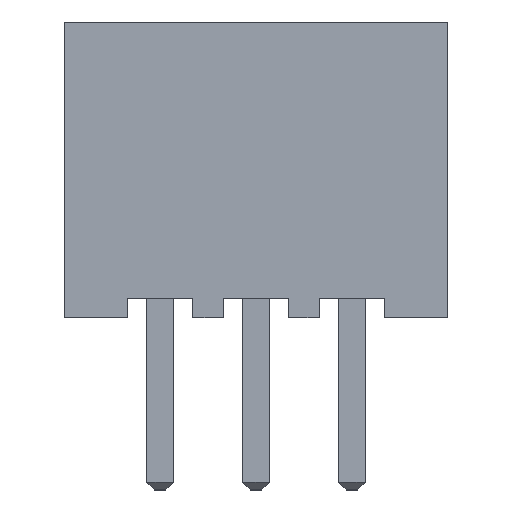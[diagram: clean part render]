
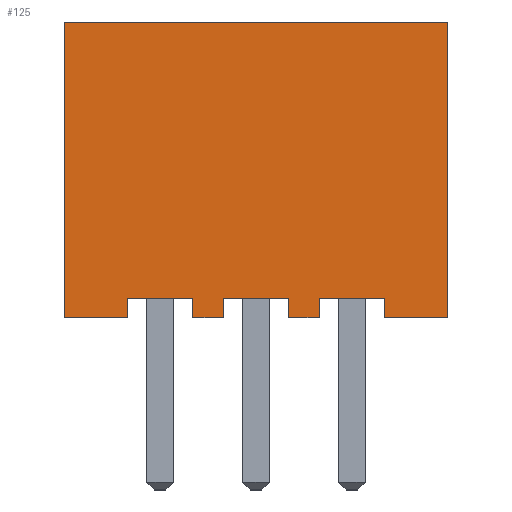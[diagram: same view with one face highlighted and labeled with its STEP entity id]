
A CAD part, top view. The second image highlights one B-rep face of the part: STEP entity #125.
In plain terms, the highlighted planar face has unit normal (0, 0, 1).
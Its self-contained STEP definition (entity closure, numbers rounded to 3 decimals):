
#4 = CARTESIAN_POINT ( 'NONE',  ( -5., 7.7, 2.85 ) ) ;
#5 = DIRECTION ( 'NONE',  ( 0., -1., 0. ) ) ;
#7 = CARTESIAN_POINT ( 'NONE',  ( 3.35, 0.5, 2.85 ) ) ;
#10 = CARTESIAN_POINT ( 'NONE',  ( -0.85, 0.5, 2.85 ) ) ;
#11 = DIRECTION ( 'NONE',  ( -1., 0., 0. ) ) ;
#12 = CARTESIAN_POINT ( 'NONE',  ( 0.85, 0.5, 2.85 ) ) ;
#13 = DIRECTION ( 'NONE',  ( 0., -1., 0. ) ) ;
#14 = CARTESIAN_POINT ( 'NONE',  ( 1.65, 0.5, 2.85 ) ) ;
#15 = DIRECTION ( 'NONE',  ( 0., -1., 0. ) ) ;
#16 = CARTESIAN_POINT ( 'NONE',  ( 1.65, 0.5, 2.85 ) ) ;
#17 = DIRECTION ( 'NONE',  ( -1., 0., 0. ) ) ;
#18 = CARTESIAN_POINT ( 'NONE',  ( 3.35, 0.5, 2.85 ) ) ;
#19 = DIRECTION ( 'NONE',  ( 0., -1., 0. ) ) ;
#20 = CARTESIAN_POINT ( 'NONE',  ( 5., 7.7, 2.85 ) ) ;
#21 = DIRECTION ( 'NONE',  ( 0., -1., 0. ) ) ;
#22 = CARTESIAN_POINT ( 'NONE',  ( 5., 7.7, 2.85 ) ) ;
#23 = DIRECTION ( 'NONE',  ( 1., 0., 0. ) ) ;
#26 = CARTESIAN_POINT ( 'NONE',  ( 5., 0., 2.85 ) ) ;
#27 = DIRECTION ( 'NONE',  ( 1., 0., 0. ) ) ;
#28 = CARTESIAN_POINT ( 'NONE',  ( -3.35, 0.5, 2.85 ) ) ;
#29 = DIRECTION ( 'NONE',  ( 0., -1., 0. ) ) ;
#30 = CARTESIAN_POINT ( 'NONE',  ( -3.35, 0.5, 2.85 ) ) ;
#31 = DIRECTION ( 'NONE',  ( -1., 0., 0. ) ) ;
#32 = CARTESIAN_POINT ( 'NONE',  ( -1.65, 0.5, 2.85 ) ) ;
#33 = DIRECTION ( 'NONE',  ( 0., -1., 0. ) ) ;
#34 = CARTESIAN_POINT ( 'NONE',  ( -0.85, 0.5, 2.85 ) ) ;
#35 = DIRECTION ( 'NONE',  ( 0., -1., 0. ) ) ;
#125 = ADVANCED_FACE ( 'NONE', ( #461 ), #220, .F. ) ;
#213 = CARTESIAN_POINT ( 'NONE',  ( 5., 7.7, 2.85 ) ) ;
#220 = PLANE ( 'NONE',  #1234 ) ;
#222 = DIRECTION ( 'NONE',  ( 0., 0., -1. ) ) ;
#223 = DIRECTION ( 'NONE',  ( -1., 0., 0. ) ) ;
#323 = VERTEX_POINT ( 'NONE', #2015 ) ;
#325 = VERTEX_POINT ( 'NONE', #2017 ) ;
#330 = VERTEX_POINT ( 'NONE', #2022 ) ;
#334 = VERTEX_POINT ( 'NONE', #2026 ) ;
#336 = VERTEX_POINT ( 'NONE', #2028 ) ;
#338 = VERTEX_POINT ( 'NONE', #2030 ) ;
#345 = VERTEX_POINT ( 'NONE', #2037 ) ;
#346 = VERTEX_POINT ( 'NONE', #2038 ) ;
#349 = VERTEX_POINT ( 'NONE', #2041 ) ;
#350 = VERTEX_POINT ( 'NONE', #2042 ) ;
#395 = EDGE_LOOP ( 'NONE', ( #910, #1891, #1896, #1892, #1894, #909, #1895, #1831, #1885, #1844, #1824, #913, #906, #1826, #1849, #1836 ) ) ;
#461 = FACE_OUTER_BOUND ( 'NONE', #395, .T. ) ;
#743 = LINE ( 'NONE', #2317, #746 ) ;
#746 = VECTOR ( 'NONE', #2319, 1000. ) ;
#815 = LINE ( 'NONE', #2389, #818 ) ;
#818 = VECTOR ( 'NONE', #2390, 1000. ) ;
#825 = LINE ( 'NONE', #2396, #830 ) ;
#830 = VECTOR ( 'NONE', #2401, 1000. ) ;
#897 = VERTEX_POINT ( 'NONE', #2083 ) ;
#906 = ORIENTED_EDGE ( 'NONE', *, *, #1869, .F. ) ;
#909 = ORIENTED_EDGE ( 'NONE', *, *, #1863, .T. ) ;
#910 = ORIENTED_EDGE ( 'NONE', *, *, #1859, .F. ) ;
#913 = ORIENTED_EDGE ( 'NONE', *, *, #1868, .F. ) ;
#1032 = EDGE_CURVE ( 'NONE', #338, #345, #743, .T. ) ;
#1068 = EDGE_CURVE ( 'NONE', #334, #346, #815, .T. ) ;
#1074 = EDGE_CURVE ( 'NONE', #1454, #1324, #825, .T. ) ;
#1234 = AXIS2_PLACEMENT_3D ( 'NONE', #213, #222, #223 ) ;
#1275 = VERTEX_POINT ( 'NONE', #2405 ) ;
#1312 = VERTEX_POINT ( 'NONE', #2474 ) ;
#1324 = VERTEX_POINT ( 'NONE', #2473 ) ;
#1454 = VERTEX_POINT ( 'NONE', #2490 ) ;
#1824 = ORIENTED_EDGE ( 'NONE', *, *, #1867, .T. ) ;
#1826 = ORIENTED_EDGE ( 'NONE', *, *, #1870, .T. ) ;
#1831 = ORIENTED_EDGE ( 'NONE', *, *, #1864, .F. ) ;
#1836 = ORIENTED_EDGE ( 'NONE', *, *, #1871, .F. ) ;
#1844 = ORIENTED_EDGE ( 'NONE', *, *, #1856, .T. ) ;
#1849 = ORIENTED_EDGE ( 'NONE', *, *, #1068, .T. ) ;
#1856 = EDGE_CURVE ( 'NONE', #325, #336, #2565, .T. ) ;
#1859 = EDGE_CURVE ( 'NONE', #350, #1275, #2568, .T. ) ;
#1860 = EDGE_CURVE ( 'NONE', #350, #1454, #2571, .T. ) ;
#1861 = EDGE_CURVE ( 'NONE', #330, #1324, #2573, .T. ) ;
#1862 = EDGE_CURVE ( 'NONE', #1884, #330, #2575, .T. ) ;
#1863 = EDGE_CURVE ( 'NONE', #1884, #338, #2577, .T. ) ;
#1864 = EDGE_CURVE ( 'NONE', #1312, #345, #2579, .T. ) ;
#1865 = EDGE_CURVE ( 'NONE', #325, #1312, #2581, .T. ) ;
#1867 = EDGE_CURVE ( 'NONE', #336, #897, #2585, .T. ) ;
#1868 = EDGE_CURVE ( 'NONE', #323, #897, #2587, .T. ) ;
#1869 = EDGE_CURVE ( 'NONE', #349, #323, #2589, .T. ) ;
#1870 = EDGE_CURVE ( 'NONE', #349, #334, #2591, .T. ) ;
#1871 = EDGE_CURVE ( 'NONE', #1275, #346, #2593, .T. ) ;
#1884 = VERTEX_POINT ( 'NONE', #7 ) ;
#1885 = ORIENTED_EDGE ( 'NONE', *, *, #1865, .F. ) ;
#1891 = ORIENTED_EDGE ( 'NONE', *, *, #1860, .T. ) ;
#1892 = ORIENTED_EDGE ( 'NONE', *, *, #1861, .F. ) ;
#1894 = ORIENTED_EDGE ( 'NONE', *, *, #1862, .F. ) ;
#1895 = ORIENTED_EDGE ( 'NONE', *, *, #1032, .T. ) ;
#1896 = ORIENTED_EDGE ( 'NONE', *, *, #1074, .T. ) ;
#2015 = CARTESIAN_POINT ( 'NONE',  ( -3.35, 0.5, 2.85 ) ) ;
#2017 = CARTESIAN_POINT ( 'NONE',  ( -5., 7.7, 2.85 ) ) ;
#2022 = CARTESIAN_POINT ( 'NONE',  ( 1.65, 0.5, 2.85 ) ) ;
#2026 = CARTESIAN_POINT ( 'NONE',  ( -1.65, 0., 2.85 ) ) ;
#2028 = CARTESIAN_POINT ( 'NONE',  ( -5., 0., 2.85 ) ) ;
#2030 = CARTESIAN_POINT ( 'NONE',  ( 3.35, 0., 2.85 ) ) ;
#2037 = CARTESIAN_POINT ( 'NONE',  ( 5., 0., 2.85 ) ) ;
#2038 = CARTESIAN_POINT ( 'NONE',  ( -0.85, 0., 2.85 ) ) ;
#2041 = CARTESIAN_POINT ( 'NONE',  ( -1.65, 0.5, 2.85 ) ) ;
#2042 = CARTESIAN_POINT ( 'NONE',  ( 0.85, 0.5, 2.85 ) ) ;
#2083 = CARTESIAN_POINT ( 'NONE',  ( -3.35, 0., 2.85 ) ) ;
#2317 = CARTESIAN_POINT ( 'NONE',  ( 5., 0., 2.85 ) ) ;
#2319 = DIRECTION ( 'NONE',  ( 1., 0., 0. ) ) ;
#2389 = CARTESIAN_POINT ( 'NONE',  ( 5., 0., 2.85 ) ) ;
#2390 = DIRECTION ( 'NONE',  ( 1., 0., 0. ) ) ;
#2396 = CARTESIAN_POINT ( 'NONE',  ( 5., 0., 2.85 ) ) ;
#2401 = DIRECTION ( 'NONE',  ( 1., 0., 0. ) ) ;
#2405 = CARTESIAN_POINT ( 'NONE',  ( -0.85, 0.5, 2.85 ) ) ;
#2473 = CARTESIAN_POINT ( 'NONE',  ( 1.65, 0., 2.85 ) ) ;
#2474 = CARTESIAN_POINT ( 'NONE',  ( 5., 7.7, 2.85 ) ) ;
#2490 = CARTESIAN_POINT ( 'NONE',  ( 0.85, 0., 2.85 ) ) ;
#2565 = LINE ( 'NONE', #4, #2566 ) ;
#2566 = VECTOR ( 'NONE', #5, 1000. ) ;
#2568 = LINE ( 'NONE', #10, #2572 ) ;
#2571 = LINE ( 'NONE', #12, #2574 ) ;
#2572 = VECTOR ( 'NONE', #11, 1000. ) ;
#2573 = LINE ( 'NONE', #14, #2576 ) ;
#2574 = VECTOR ( 'NONE', #13, 1000. ) ;
#2575 = LINE ( 'NONE', #16, #2578 ) ;
#2576 = VECTOR ( 'NONE', #15, 1000. ) ;
#2577 = LINE ( 'NONE', #18, #2580 ) ;
#2578 = VECTOR ( 'NONE', #17, 1000. ) ;
#2579 = LINE ( 'NONE', #20, #2582 ) ;
#2580 = VECTOR ( 'NONE', #19, 1000. ) ;
#2581 = LINE ( 'NONE', #22, #2584 ) ;
#2582 = VECTOR ( 'NONE', #21, 1000. ) ;
#2584 = VECTOR ( 'NONE', #23, 1000. ) ;
#2585 = LINE ( 'NONE', #26, #2588 ) ;
#2587 = LINE ( 'NONE', #28, #2590 ) ;
#2588 = VECTOR ( 'NONE', #27, 1000. ) ;
#2589 = LINE ( 'NONE', #30, #2592 ) ;
#2590 = VECTOR ( 'NONE', #29, 1000. ) ;
#2591 = LINE ( 'NONE', #32, #2594 ) ;
#2592 = VECTOR ( 'NONE', #31, 1000. ) ;
#2593 = LINE ( 'NONE', #34, #2596 ) ;
#2594 = VECTOR ( 'NONE', #33, 1000. ) ;
#2596 = VECTOR ( 'NONE', #35, 1000. ) ;
